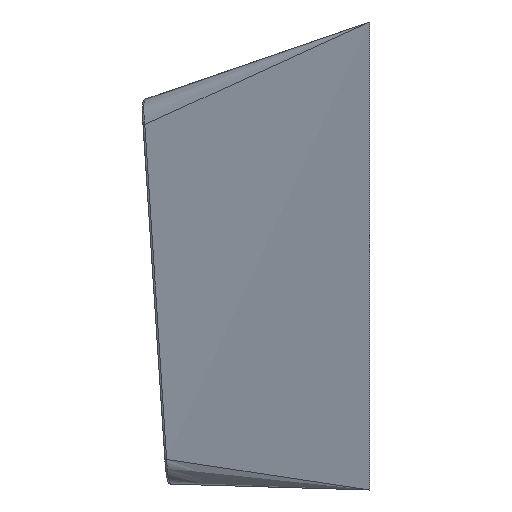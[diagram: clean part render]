
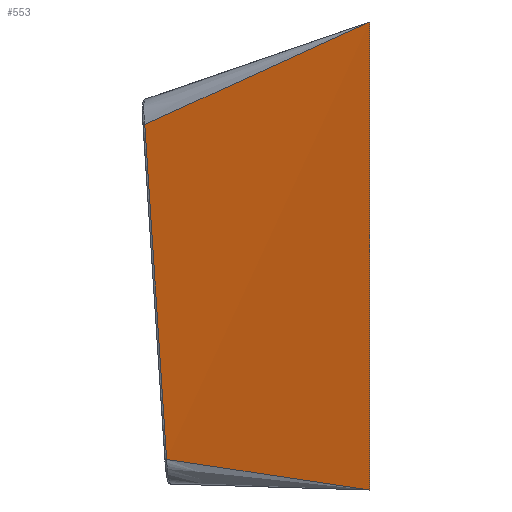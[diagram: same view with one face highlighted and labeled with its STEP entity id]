
A CAD part, left-side view. The second image highlights one B-rep face of the part: STEP entity #553.
In plain terms, the highlighted free-form (B-spline) face has degree [3, 1] with [6, 2] control points.
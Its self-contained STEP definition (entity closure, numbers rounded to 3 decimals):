
#62 = FACE_OUTER_BOUND ( 'NONE', #1438, .T. ) ;
#68 = CARTESIAN_POINT ( 'NONE',  ( 2.627, 8.542, 12.447 ) ) ;
#161 = CARTESIAN_POINT ( 'NONE',  ( 2.625, 7.807, 1.176 ) ) ;
#220 = CARTESIAN_POINT ( 'NONE',  ( 1.344, 4.441, 15.978 ) ) ;
#239 = CARTESIAN_POINT ( 'NONE',  ( 1.991, 6.568, 15.006 ) ) ;
#264 = VERTEX_POINT ( 'NONE', #1604 ) ;
#280 = CARTESIAN_POINT ( 'NONE',  ( 0., 0., 15. ) ) ;
#308 = CARTESIAN_POINT ( 'NONE',  ( 2.626, 8.437, 10.84 ) ) ;
#317 = CARTESIAN_POINT ( 'NONE',  ( 2.65, 7.981, 2.689 ) ) ;
#372 = CARTESIAN_POINT ( 'NONE',  ( 1.83, 5.421, 0.824 ) ) ;
#452 = B_SPLINE_CURVE_WITH_KNOTS ( 'NONE', 3,
 ( #1697, #1434, #489, #3164, #1708, #220, #1722, #1957, #731, #2447, #1949, #239, #1716, #1209, #2698, #475, #740, #982, #2707, #2177, #1932, #3144, #1945, #2184, #1204, #2194, #722, #770, #1020, #3198, #1735 ),
 .UNSPECIFIED., .F., .F.,
 ( 4, 2, 2, 1, 1, 1, 1, 2, 2, 1, 2, 2, 1, 1, 1, 2, 2, 1, 2, 4 ),
 ( 0., 0.488, 0.504, 0.519, 0.549, 0.61, 0.733, 0.748, 0.763, 0.794, 0.855, 0.885, 0.916, 0.931, 0.935, 0.937, 0.938, 0.939, 0.946, 0.977 ),
 .UNSPECIFIED. ) ;
#475 = CARTESIAN_POINT ( 'NONE',  ( 2.209, 7.282, 14.68 ) ) ;
#489 = CARTESIAN_POINT ( 'NONE',  ( 0.88, 2.913, 16.676 ) ) ;
#553 = ADVANCED_FACE ( 'NONE', ( #62 ), #1456, .T. ) ;
#554 = CARTESIAN_POINT ( 'NONE',  ( 2.625, 7.807, 1.176 ) ) ;
#561 = LINE ( 'NONE', #2578, #1793 ) ;
#637 = CARTESIAN_POINT ( 'NONE',  ( 2.65, 8.785, 14.975 ) ) ;
#718 = B_SPLINE_CURVE_WITH_KNOTS ( 'NONE', 3,
 ( #2010, #68, #308, #2790, #2051, #2245, #2031, #2538, #2747, #554 ),
 .UNSPECIFIED., .F., .F.,
 ( 4, 3, 3, 4 ),
 ( 0., 0.005, 0.009, 0.013 ),
 .UNSPECIFIED. ) ;
#722 = CARTESIAN_POINT ( 'NONE',  ( 2.5, 8.234, 14.243 ) ) ;
#731 = CARTESIAN_POINT ( 'NONE',  ( 1.672, 5.521, 15.485 ) ) ;
#740 = CARTESIAN_POINT ( 'NONE',  ( 2.29, 7.545, 14.559 ) ) ;
#770 = CARTESIAN_POINT ( 'NONE',  ( 2.515, 8.28, 14.222 ) ) ;
#815 = ORIENTED_EDGE ( 'NONE', *, *, #2918, .T. ) ;
#819 = CARTESIAN_POINT ( 'NONE',  ( 0., 0., 12. ) ) ;
#982 = CARTESIAN_POINT ( 'NONE',  ( 2.317, 7.633, 14.518 ) ) ;
#1020 = CARTESIAN_POINT ( 'NONE',  ( 2.573, 8.471, 14.134 ) ) ;
#1154 = ORIENTED_EDGE ( 'NONE', *, *, #2161, .T. ) ;
#1190 = CARTESIAN_POINT ( 'NONE',  ( 0., 0., 0. ) ) ;
#1204 = CARTESIAN_POINT ( 'NONE',  ( 2.482, 8.174, 14.27 ) ) ;
#1209 = CARTESIAN_POINT ( 'NONE',  ( 2.046, 6.748, 14.924 ) ) ;
#1434 = CARTESIAN_POINT ( 'NONE',  ( 0.45, 1.491, 17.323 ) ) ;
#1438 = EDGE_LOOP ( 'NONE', ( #1590, #1154, #815, #1497 ) ) ;
#1456 = B_SPLINE_SURFACE_WITH_KNOTS ( 'NONE', 3, 1, ( 
 ( #1764, #2982 ),
 ( #2748, #317 ),
 ( #2045, #2277 ),
 ( #819, #2783 ),
 ( #280, #2247 ),
 ( #2494, #637 ) ),
 .UNSPECIFIED., .F., .F., .F.,
 ( 4, 2, 4 ),
 ( 2, 2 ),
 ( 0., 0.5, 1. ),
 ( 0., 1. ),
 .UNSPECIFIED. ) ;
#1497 = ORIENTED_EDGE ( 'NONE', *, *, #2234, .F. ) ;
#1590 = ORIENTED_EDGE ( 'NONE', *, *, #2350, .T. ) ;
#1604 = CARTESIAN_POINT ( 'NONE',  ( 2.625, 7.807, 1.176 ) ) ;
#1614 = VERTEX_POINT ( 'NONE', #2619 ) ;
#1697 = CARTESIAN_POINT ( 'NONE',  ( 0., 0., 18. ) ) ;
#1708 = CARTESIAN_POINT ( 'NONE',  ( 1.316, 4.35, 16.02 ) ) ;
#1716 = CARTESIAN_POINT ( 'NONE',  ( 2.005, 6.614, 14.985 ) ) ;
#1722 = CARTESIAN_POINT ( 'NONE',  ( 1.385, 4.578, 15.916 ) ) ;
#1735 = CARTESIAN_POINT ( 'NONE',  ( 2.627, 8.647, 14.053 ) ) ;
#1764 = CARTESIAN_POINT ( 'NONE',  ( 0., 0., 0. ) ) ;
#1793 = VECTOR ( 'NONE', #1819, 1000. ) ;
#1819 = DIRECTION ( 'NONE',  ( 0., 0., -1. ) ) ;
#1932 = CARTESIAN_POINT ( 'NONE',  ( 2.456, 8.088, 14.31 ) ) ;
#1945 = CARTESIAN_POINT ( 'NONE',  ( 2.479, 8.165, 14.274 ) ) ;
#1949 = CARTESIAN_POINT ( 'NONE',  ( 1.965, 6.482, 15.046 ) ) ;
#1957 = CARTESIAN_POINT ( 'NONE',  ( 1.482, 4.894, 15.772 ) ) ;
#2010 = CARTESIAN_POINT ( 'NONE',  ( 2.627, 8.647, 14.053 ) ) ;
#2031 = CARTESIAN_POINT ( 'NONE',  ( 2.625, 8.069, 5.204 ) ) ;
#2045 = CARTESIAN_POINT ( 'NONE',  ( 0., 0., 6. ) ) ;
#2051 = CARTESIAN_POINT ( 'NONE',  ( 2.626, 8.245, 7.89 ) ) ;
#2095 = CARTESIAN_POINT ( 'NONE',  ( 0.955, 2.819, 0.432 ) ) ;
#2161 = EDGE_CURVE ( 'NONE', #3075, #264, #718, .T. ) ;
#2177 = CARTESIAN_POINT ( 'NONE',  ( 2.412, 7.944, 14.376 ) ) ;
#2184 = CARTESIAN_POINT ( 'NONE',  ( 2.482, 8.173, 14.271 ) ) ;
#2194 = CARTESIAN_POINT ( 'NONE',  ( 2.485, 8.185, 14.265 ) ) ;
#2234 = EDGE_CURVE ( 'NONE', #1614, #3061, #561, .T. ) ;
#2245 = CARTESIAN_POINT ( 'NONE',  ( 2.626, 8.157, 6.547 ) ) ;
#2247 = CARTESIAN_POINT ( 'NONE',  ( 2.65, 8.624, 12.518 ) ) ;
#2277 = CARTESIAN_POINT ( 'NONE',  ( 2.65, 8.142, 5.146 ) ) ;
#2343 = CARTESIAN_POINT ( 'NONE',  ( 0., 0., 0. ) ) ;
#2350 = EDGE_CURVE ( 'NONE', #1614, #3075, #452, .T. ) ;
#2428 = B_SPLINE_CURVE_WITH_KNOTS ( 'NONE', 3,
 ( #161, #372, #2095, #2343 ),
 .UNSPECIFIED., .F., .F.,
 ( 4, 4 ),
 ( 0.01, 1. ),
 .UNSPECIFIED. ) ;
#2447 = CARTESIAN_POINT ( 'NONE',  ( 1.846, 6.092, 15.224 ) ) ;
#2494 = CARTESIAN_POINT ( 'NONE',  ( 0., 0., 18. ) ) ;
#2538 = CARTESIAN_POINT ( 'NONE',  ( 2.625, 7.982, 3.862 ) ) ;
#2551 = CARTESIAN_POINT ( 'NONE',  ( 2.627, 8.647, 14.053 ) ) ;
#2578 = CARTESIAN_POINT ( 'NONE',  ( 0., 0., 18. ) ) ;
#2619 = CARTESIAN_POINT ( 'NONE',  ( 0., 0., 18. ) ) ;
#2698 = CARTESIAN_POINT ( 'NONE',  ( 2.128, 7.016, 14.801 ) ) ;
#2707 = CARTESIAN_POINT ( 'NONE',  ( 2.371, 7.811, 14.437 ) ) ;
#2747 = CARTESIAN_POINT ( 'NONE',  ( 2.625, 7.894, 2.519 ) ) ;
#2748 = CARTESIAN_POINT ( 'NONE',  ( 0., 0., 3. ) ) ;
#2783 = CARTESIAN_POINT ( 'NONE',  ( 2.65, 8.463, 10.061 ) ) ;
#2790 = CARTESIAN_POINT ( 'NONE',  ( 2.626, 8.332, 9.233 ) ) ;
#2918 = EDGE_CURVE ( 'NONE', #264, #3061, #2428, .T. ) ;
#2982 = CARTESIAN_POINT ( 'NONE',  ( 2.65, 7.82, 0.232 ) ) ;
#3061 = VERTEX_POINT ( 'NONE', #1190 ) ;
#3075 = VERTEX_POINT ( 'NONE', #2551 ) ;
#3144 = CARTESIAN_POINT ( 'NONE',  ( 2.474, 8.149, 14.282 ) ) ;
#3164 = CARTESIAN_POINT ( 'NONE',  ( 1.304, 4.309, 16.039 ) ) ;
#3198 = CARTESIAN_POINT ( 'NONE',  ( 2.607, 8.581, 14.084 ) ) ;
